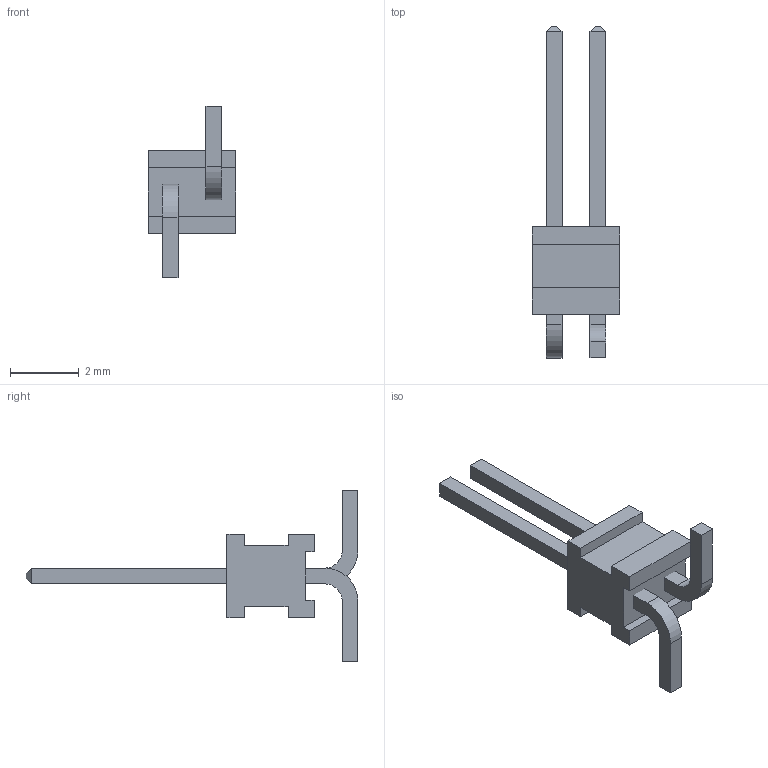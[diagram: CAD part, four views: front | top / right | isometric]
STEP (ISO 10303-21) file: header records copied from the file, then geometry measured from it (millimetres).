
FILE_DESCRIPTION( ( 'STEP AP214' ), ' ' );
FILE_NAME( 'FTR-102-01-L-S.stp', '2017-07-05T10:14:26', ( '' ), ( '' ), ' ', 'PARTsolutions', ' ' );
FILE_SCHEMA( ( 'AUTOMOTIVE_DESIGN { 1 0 10303 214 1 1 1 1 }' ) );
Length unit declared in the file: inch
Products named in the file (3): FTR-102-01-L-S; _FTR-102-01-L-S_body; _FTR-102-01-L-S_pins
Assembly tree (2 placements, depth 2):
  FTR-102-01-L-S
    _FTR-102-01-L-S_body
    _FTR-102-01-L-S_pins
Bounding box: 2.54 x 9.65 x 4.98 mm (x, y, z)
Volume: 17.6 mm3; surface area: 94 mm2
Topology: 2 solids, 2 shells, 64 faces, 172 edges, 112 vertices
Faces by surface type: plane 60, cylinder 4
Entity records: 2534 total; most frequent: CARTESIAN_POINT 351, ORIENTED_EDGE 344, DIRECTION 314, EDGE_CURVE 172, LINE 164, VECTOR 164, VERTEX_POINT 112, AXIS2_PLACEMENT_3D 75
